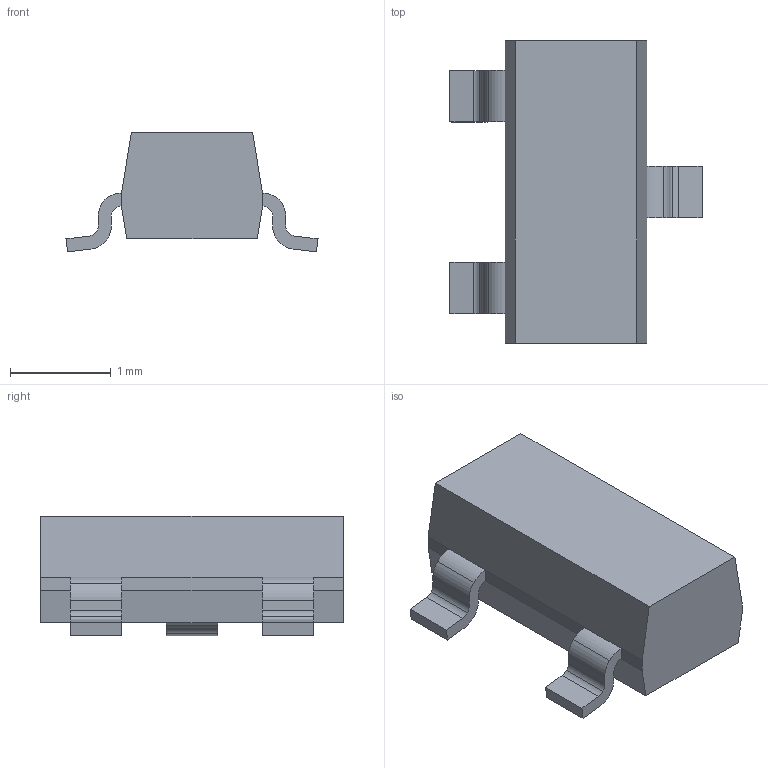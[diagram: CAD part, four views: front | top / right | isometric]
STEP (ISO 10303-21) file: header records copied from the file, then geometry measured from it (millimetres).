
FILE_DESCRIPTION((''),'2;1');
FILE_NAME('SOT95P229X119-3N.stp','2009-10-05T12:07:52',(''),(''),'Mechanical Desktop 2006','Mechanical Desktop 2006',', , ');
FILE_SCHEMA(('AUTOMOTIVE_DESIGN { 1 2 10303 214 0 1 1 1 }'));
Length unit declared in the file: millimetre
Products named in the file (1): Product
Bounding box: 2.5 x 3 x 1.19 mm (x, y, z)
Volume: 4.4 mm3; surface area: 20.3 mm2
Topology: 4 solids, 4 shells, 58 faces, 150 edges, 100 vertices
Faces by surface type: bspline 32, plane 18, cylinder 8
Entity records: 2039 total; most frequent: CARTESIAN_POINT 629, ORIENTED_EDGE 300, DIRECTION 252, EDGE_CURVE 150, VECTOR 102, LINE 102, VERTEX_POINT 100, AXIS2_PLACEMENT_3D 75
